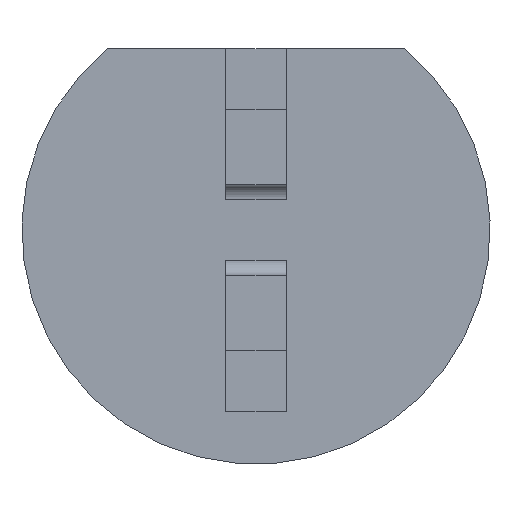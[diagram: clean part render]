
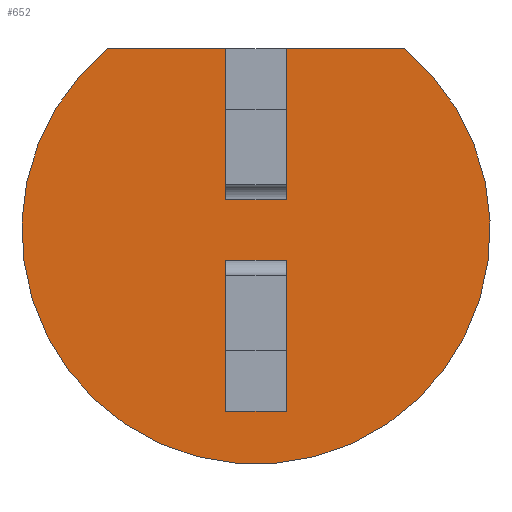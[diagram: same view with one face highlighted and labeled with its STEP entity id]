
A CAD part, front view. The second image highlights one B-rep face of the part: STEP entity #652.
In plain terms, the highlighted planar face has unit normal (0, -1, 0).
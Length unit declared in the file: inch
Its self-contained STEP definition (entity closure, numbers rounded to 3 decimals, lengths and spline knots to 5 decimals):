
#1 = VERTEX_POINT ( 'NONE', #269 ) ;
#7 = VECTOR ( 'NONE', #267, 39.37008 ) ;
#38 = CARTESIAN_POINT ( 'NONE',  ( -0.01, -0.035, -0.06 ) ) ;
#46 = CARTESIAN_POINT ( 'NONE',  ( 0.01, -0.035, -0.01 ) ) ;
#52 = VECTOR ( 'NONE', #511, 39.37008 ) ;
#58 = CARTESIAN_POINT ( 'NONE',  ( -0.01, -0.035, 0.06 ) ) ;
#78 = CARTESIAN_POINT ( 'NONE',  ( 0.01, -0.035, -0.06 ) ) ;
#95 = DIRECTION ( 'NONE',  ( 1., 0., 0. ) ) ;
#96 = VECTOR ( 'NONE', #95, 39.37008 ) ;
#109 = EDGE_CURVE ( 'NONE', #479, #929, #247, .T. ) ;
#112 = LINE ( 'NONE', #765, #488 ) ;
#132 = CARTESIAN_POINT ( 'NONE',  ( 0.01, -0.035, -0.06 ) ) ;
#142 = VERTEX_POINT ( 'NONE', #603 ) ;
#157 = DIRECTION ( 'NONE',  ( 0., 0., 1. ) ) ;
#162 = VERTEX_POINT ( 'NONE', #296 ) ;
#170 = DIRECTION ( 'NONE',  ( 0., 0., 1. ) ) ;
#180 = EDGE_LOOP ( 'NONE', ( #214, #470, #783, #591 ) ) ;
#184 = VECTOR ( 'NONE', #498, 39.37008 ) ;
#207 = LINE ( 'NONE', #425, #184 ) ;
#211 = DIRECTION ( 'NONE',  ( 0., 1., 0. ) ) ;
#214 = ORIENTED_EDGE ( 'NONE', *, *, #582, .T. ) ;
#221 = ORIENTED_EDGE ( 'NONE', *, *, #706, .F. ) ;
#234 = CARTESIAN_POINT ( 'NONE',  ( -0.01, -0.035, -0.06 ) ) ;
#236 = FACE_BOUND ( 'NONE', #180, .T. ) ;
#247 = LINE ( 'NONE', #958, #52 ) ;
#251 = EDGE_CURVE ( 'NONE', #856, #254, #917, .T. ) ;
#253 = LINE ( 'NONE', #882, #443 ) ;
#254 = VERTEX_POINT ( 'NONE', #718 ) ;
#266 = DIRECTION ( 'NONE',  ( 0., 0., 1. ) ) ;
#267 = DIRECTION ( 'NONE',  ( 0., 0., 1. ) ) ;
#269 = CARTESIAN_POINT ( 'NONE',  ( 0.01, -0.035, 0.06 ) ) ;
#281 = CARTESIAN_POINT ( 'NONE',  ( 0., -0.035, 0. ) ) ;
#290 = CARTESIAN_POINT ( 'NONE',  ( -0.01, -0.035, 0.01 ) ) ;
#293 = EDGE_CURVE ( 'NONE', #254, #307, #675, .T. ) ;
#296 = CARTESIAN_POINT ( 'NONE',  ( 0.04905, -0.035, 0.06 ) ) ;
#303 = LINE ( 'NONE', #78, #860 ) ;
#307 = VERTEX_POINT ( 'NONE', #58 ) ;
#320 = VECTOR ( 'NONE', #869, 39.37008 ) ;
#327 = VERTEX_POINT ( 'NONE', #46 ) ;
#364 = DIRECTION ( 'NONE',  ( 0., 0., 1. ) ) ;
#380 = FACE_OUTER_BOUND ( 'NONE', #858, .T. ) ;
#385 = CARTESIAN_POINT ( 'NONE',  ( -0.01, -0.035, -0.01 ) ) ;
#425 = CARTESIAN_POINT ( 'NONE',  ( -0.04905, -0.035, 0.06 ) ) ;
#431 = CARTESIAN_POINT ( 'NONE',  ( 0., -0.035, 0. ) ) ;
#435 = CIRCLE ( 'NONE', #899, 0.0775 ) ;
#443 = VECTOR ( 'NONE', #507, 39.37008 ) ;
#469 = VECTOR ( 'NONE', #266, 39.37008 ) ;
#470 = ORIENTED_EDGE ( 'NONE', *, *, #784, .T. ) ;
#479 = VERTEX_POINT ( 'NONE', #132 ) ;
#488 = VECTOR ( 'NONE', #170, 39.37008 ) ;
#495 = EDGE_CURVE ( 'NONE', #142, #307, #253, .T. ) ;
#498 = DIRECTION ( 'NONE',  ( 1., 0., 0. ) ) ;
#503 = ORIENTED_EDGE ( 'NONE', *, *, #293, .T. ) ;
#504 = ORIENTED_EDGE ( 'NONE', *, *, #604, .F. ) ;
#507 = DIRECTION ( 'NONE',  ( 1., 0., 0. ) ) ;
#511 = DIRECTION ( 'NONE',  ( -1., 0., 0. ) ) ;
#582 = EDGE_CURVE ( 'NONE', #929, #772, #606, .T. ) ;
#591 = ORIENTED_EDGE ( 'NONE', *, *, #109, .T. ) ;
#603 = CARTESIAN_POINT ( 'NONE',  ( -0.04905, -0.035, 0.06 ) ) ;
#604 = EDGE_CURVE ( 'NONE', #1, #162, #207, .T. ) ;
#606 = LINE ( 'NONE', #38, #7 ) ;
#611 = ORIENTED_EDGE ( 'NONE', *, *, #495, .F. ) ;
#652 = ADVANCED_FACE ( 'NONE', ( #236, #380 ), #662, .F. ) ;
#662 = PLANE ( 'NONE',  #851 ) ;
#675 = LINE ( 'NONE', #872, #469 ) ;
#695 = CARTESIAN_POINT ( 'NONE',  ( 0.01, -0.035, -0.01 ) ) ;
#699 = LINE ( 'NONE', #695, #96 ) ;
#706 = EDGE_CURVE ( 'NONE', #162, #142, #435, .T. ) ;
#707 = CARTESIAN_POINT ( 'NONE',  ( 0.01, -0.035, 0.01 ) ) ;
#718 = CARTESIAN_POINT ( 'NONE',  ( -0.01, -0.035, 0.01 ) ) ;
#732 = EDGE_CURVE ( 'NONE', #856, #1, #112, .T. ) ;
#733 = DIRECTION ( 'NONE',  ( 0., 0., 1. ) ) ;
#765 = CARTESIAN_POINT ( 'NONE',  ( 0.01, -0.035, 0.015 ) ) ;
#772 = VERTEX_POINT ( 'NONE', #385 ) ;
#783 = ORIENTED_EDGE ( 'NONE', *, *, #924, .F. ) ;
#784 = EDGE_CURVE ( 'NONE', #772, #327, #699, .T. ) ;
#785 = ORIENTED_EDGE ( 'NONE', *, *, #251, .T. ) ;
#813 = DIRECTION ( 'NONE',  ( 0., 1., 0. ) ) ;
#851 = AXIS2_PLACEMENT_3D ( 'NONE', #431, #211, #733 ) ;
#856 = VERTEX_POINT ( 'NONE', #707 ) ;
#858 = EDGE_LOOP ( 'NONE', ( #785, #503, #611, #221, #504, #927 ) ) ;
#860 = VECTOR ( 'NONE', #157, 39.37008 ) ;
#869 = DIRECTION ( 'NONE',  ( -1., 0., 0. ) ) ;
#872 = CARTESIAN_POINT ( 'NONE',  ( -0.01, -0.035, 0.015 ) ) ;
#882 = CARTESIAN_POINT ( 'NONE',  ( -0.04905, -0.035, 0.06 ) ) ;
#899 = AXIS2_PLACEMENT_3D ( 'NONE', #281, #813, #364 ) ;
#917 = LINE ( 'NONE', #290, #320 ) ;
#924 = EDGE_CURVE ( 'NONE', #479, #327, #303, .T. ) ;
#927 = ORIENTED_EDGE ( 'NONE', *, *, #732, .F. ) ;
#929 = VERTEX_POINT ( 'NONE', #234 ) ;
#958 = CARTESIAN_POINT ( 'NONE',  ( 0.01, -0.035, -0.06 ) ) ;
